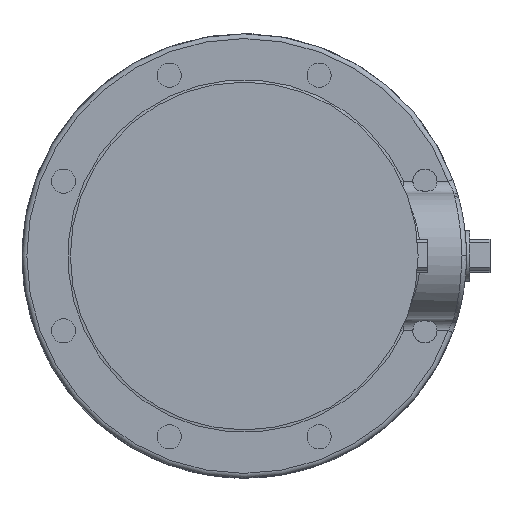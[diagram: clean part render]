
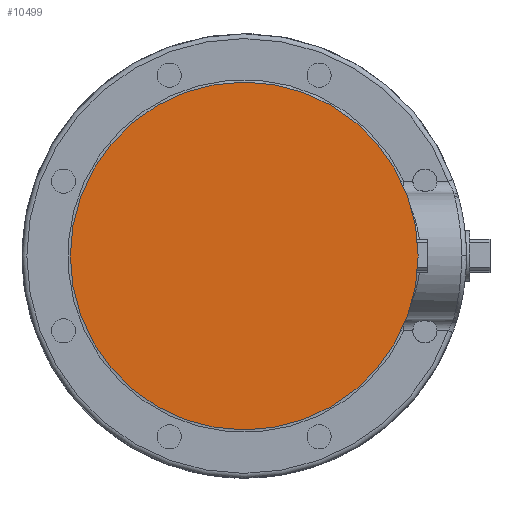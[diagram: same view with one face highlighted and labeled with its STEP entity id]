
A CAD part, front view. The second image highlights one B-rep face of the part: STEP entity #10499.
In plain terms, the highlighted planar face has unit normal (0, -1, 0).
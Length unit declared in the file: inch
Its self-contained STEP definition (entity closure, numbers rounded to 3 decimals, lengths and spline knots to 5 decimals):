
#3804=CARTESIAN_POINT('',(0.,-6.,0.));
#3805=DIRECTION('',(0.,-1.,0.));
#3806=DIRECTION('',(1.,0.,0.));
#3807=AXIS2_PLACEMENT_3D('',#3804,#3805,#3806);
#3814=CARTESIAN_POINT('',(0.,-6.,0.));
#3815=DIRECTION('',(0.,-1.,0.));
#3816=DIRECTION('',(-1.,0.,0.));
#3817=AXIS2_PLACEMENT_3D('',#3814,#3815,#3816);
#7253=CARTESIAN_POINT('',(4.5,-6.,0.));
#7254=CARTESIAN_POINT('',(-4.5,-6.,0.));
#7255=VERTEX_POINT('',#7253);
#7256=VERTEX_POINT('',#7254);
#10489=CARTESIAN_POINT('',(0.,-6.,0.));
#10490=DIRECTION('',(0.,-1.,0.));
#10491=DIRECTION('',(-1.,0.,0.));
#10492=AXIS2_PLACEMENT_3D('',#10489,#10490,#10491);
#10493=PLANE('',#10492);
#10494=ORIENTED_EDGE('',*,*,#10472,.F.);
#10496=ORIENTED_EDGE('',*,*,#10495,.F.);
#10497=EDGE_LOOP('',(#10494,#10496));
#10498=FACE_OUTER_BOUND('',#10497,.F.);
#3808=CIRCLE('',#3807,4.5);
#3818=CIRCLE('',#3817,4.5);
#10472=EDGE_CURVE('',#7255,#7256,#3808,.T.);
#10495=EDGE_CURVE('',#7256,#7255,#3818,.T.);
#10499=ADVANCED_FACE('',(#10498),#10493,.T.);
